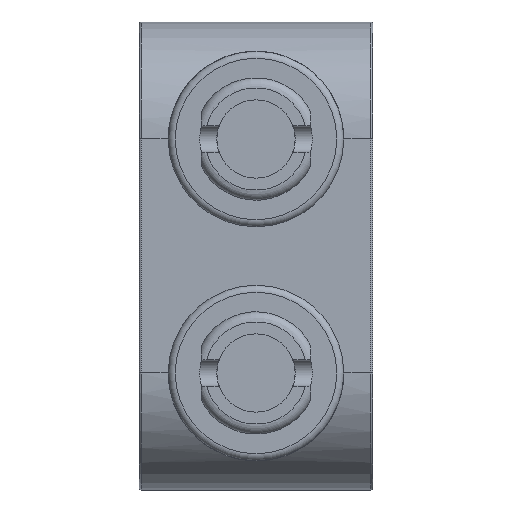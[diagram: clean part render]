
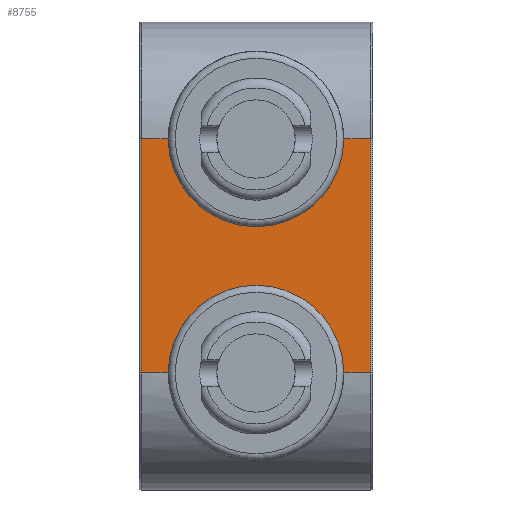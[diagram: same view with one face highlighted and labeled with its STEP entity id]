
A CAD part, left-side view. The second image highlights one B-rep face of the part: STEP entity #8755.
In plain terms, the highlighted planar face has unit normal (-1, 0, 0).
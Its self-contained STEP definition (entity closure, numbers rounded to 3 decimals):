
#70=PLANE('',#9303);
#447=FACE_OUTER_BOUND('',#921,.T.);
#921=EDGE_LOOP('',(#5815,#5816,#5817,#5818,#5819,#5820,#5821,#5822));
#1392=LINE('',#12948,#2076);
#1420=LINE('',#13120,#2104);
#1425=LINE('',#13145,#2109);
#1426=LINE('',#13170,#2110);
#1427=LINE('',#13174,#2111);
#1428=LINE('',#13177,#2112);
#2076=VECTOR('',#10272,10.);
#2104=VECTOR('',#10390,10.);
#2109=VECTOR('',#10423,10.);
#2110=VECTOR('',#10424,10.);
#2111=VECTOR('',#10429,10.);
#2112=VECTOR('',#10432,10.);
#2811=CIRCLE('',#9304,3.75);
#2812=CIRCLE('',#9305,3.75);
#3325=VERTEX_POINT('',#12938);
#3327=VERTEX_POINT('',#12944);
#3380=VERTEX_POINT('',#13110);
#3382=VERTEX_POINT('',#13116);
#3389=VERTEX_POINT('',#13144);
#3390=VERTEX_POINT('',#13146);
#3391=VERTEX_POINT('',#13173);
#3392=VERTEX_POINT('',#13175);
#4286=EDGE_CURVE('',#3325,#3327,#1392,.T.);
#4352=EDGE_CURVE('',#3380,#3382,#1420,.T.);
#4365=EDGE_CURVE('',#3382,#3389,#1425,.T.);
#4367=EDGE_CURVE('',#3390,#3325,#1426,.T.);
#4368=EDGE_CURVE('',#3390,#3389,#2811,.T.);
#4369=EDGE_CURVE('',#3380,#3391,#1427,.T.);
#4370=EDGE_CURVE('',#3391,#3392,#2812,.T.);
#4371=EDGE_CURVE('',#3392,#3327,#1428,.T.);
#5815=ORIENTED_EDGE('',*,*,#4286,.F.);
#5816=ORIENTED_EDGE('',*,*,#4367,.F.);
#5817=ORIENTED_EDGE('',*,*,#4368,.T.);
#5818=ORIENTED_EDGE('',*,*,#4365,.F.);
#5819=ORIENTED_EDGE('',*,*,#4352,.F.);
#5820=ORIENTED_EDGE('',*,*,#4369,.T.);
#5821=ORIENTED_EDGE('',*,*,#4370,.T.);
#5822=ORIENTED_EDGE('',*,*,#4371,.T.);
#8755=ADVANCED_FACE('',(#447),#70,.T.);
#9303=AXIS2_PLACEMENT_3D('',#13171,#10425,#10426);
#9304=AXIS2_PLACEMENT_3D('',#13172,#10427,#10428);
#9305=AXIS2_PLACEMENT_3D('',#13176,#10430,#10431);
#10272=DIRECTION('',(0.,0.,1.));
#10390=DIRECTION('',(0.,0.,-1.));
#10423=DIRECTION('',(0.,1.,0.));
#10424=DIRECTION('',(0.,1.,0.));
#10425=DIRECTION('center_axis',(-1.,0.,0.));
#10426=DIRECTION('ref_axis',(0.,0.,1.));
#10427=DIRECTION('center_axis',(1.,0.,0.));
#10428=DIRECTION('ref_axis',(0.,-1.,0.));
#10429=DIRECTION('',(0.,1.,0.));
#10430=DIRECTION('center_axis',(1.,0.,0.));
#10431=DIRECTION('ref_axis',(0.,1.,0.));
#10432=DIRECTION('',(0.,1.,0.));
#12938=CARTESIAN_POINT('',(-19.206,12.223,0.));
#12944=CARTESIAN_POINT('',(-19.206,12.223,10.));
#12948=CARTESIAN_POINT('',(-19.206,12.223,0.));
#13110=CARTESIAN_POINT('',(-19.206,2.423,10.));
#13116=CARTESIAN_POINT('',(-19.206,2.423,0.));
#13120=CARTESIAN_POINT('',(-19.206,2.423,0.));
#13144=CARTESIAN_POINT('',(-19.206,3.573,0.));
#13145=CARTESIAN_POINT('',(-19.206,7.323,0.));
#13146=CARTESIAN_POINT('',(-19.206,11.073,0.));
#13170=CARTESIAN_POINT('',(-19.206,7.323,0.));
#13171=CARTESIAN_POINT('Origin',(-19.206,7.323,0.));
#13172=CARTESIAN_POINT('Origin',(-19.206,7.323,0.));
#13173=CARTESIAN_POINT('',(-19.206,3.573,10.));
#13174=CARTESIAN_POINT('',(-19.206,7.323,10.));
#13175=CARTESIAN_POINT('',(-19.206,11.073,10.));
#13176=CARTESIAN_POINT('Origin',(-19.206,7.323,10.));
#13177=CARTESIAN_POINT('',(-19.206,7.323,10.));
